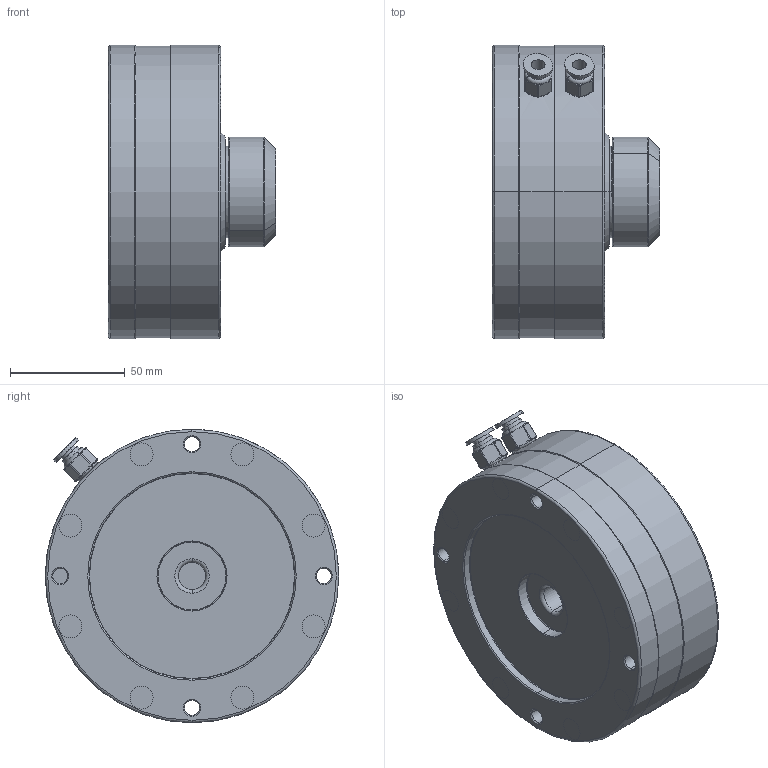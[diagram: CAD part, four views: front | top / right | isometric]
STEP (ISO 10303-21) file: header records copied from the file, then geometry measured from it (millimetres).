
FILE_DESCRIPTION (( 'STEP AP214' ), '1' );
FILE_NAME ('GEP-20+ER-20.STEP', '2024-12-07T07:45:45', ( '' ), ( '' ), 'SwSTEP 2.0', 'SolidWorks 2023', '' );
FILE_SCHEMA (( 'AUTOMOTIVE_DESIGN' ));
Length unit declared in the file: millimetre
Products named in the file (3): ER-20 筒夹; GEP-20; GEP-20+ER-20
Assembly tree (2 placements, depth 2):
  GEP-20+ER-20
    GEP-20
    ER-20 筒夹
Bounding box: 73 x 128 x 128 mm (x, y, z)
Volume: 624696.3 mm3; surface area: 72727.7 mm2
Topology: 7 solids, 7 shells, 719 faces, 1857 edges, 1118 vertices
Faces by surface type: plane 287, cylinder 171, bspline 113, cone 72, torus 48, sphere 28
Entity records: 37046 total; most frequent: CARTESIAN_POINT 13332, ORIENTED_EDGE 3570, DIRECTION 3278, EDGE_CURVE 1785, AXIS2_PLACEMENT_3D 1238, VERTEX_POINT 1118, LINE 802, VECTOR 802
